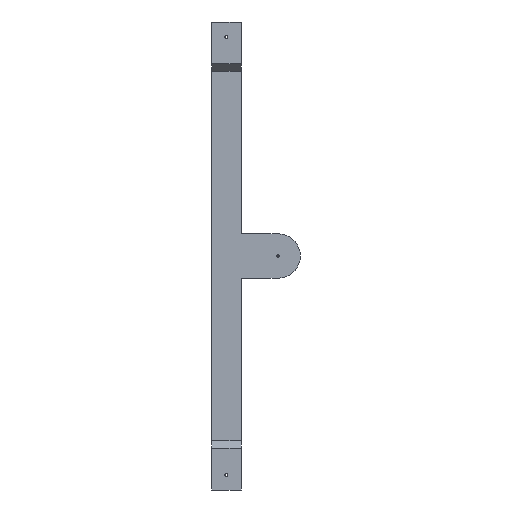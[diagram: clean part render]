
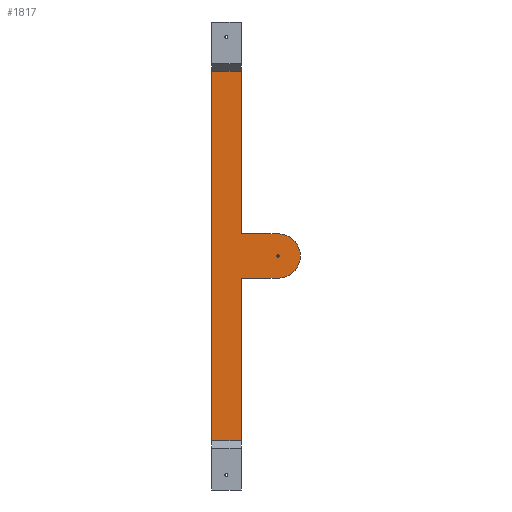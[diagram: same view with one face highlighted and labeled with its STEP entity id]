
A CAD part, left-side view. The second image highlights one B-rep face of the part: STEP entity #1817.
In plain terms, the highlighted planar face has unit normal (-1, 0, 0).
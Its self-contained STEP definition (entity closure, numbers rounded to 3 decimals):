
#9 = CARTESIAN_POINT ( 'NONE',  ( 0., -150., -950. ) ) ;
#50 = EDGE_CURVE ( 'NONE', #631, #836, #1057, .T. ) ;
#79 = CARTESIAN_POINT ( 'NONE',  ( 0., -150., -860. ) ) ;
#90 = CARTESIAN_POINT ( 'NONE',  ( 0., -150., -1040. ) ) ;
#105 = VERTEX_POINT ( 'NONE', #1721 ) ;
#108 = PLANE ( 'NONE',  #1260 ) ;
#117 = VERTEX_POINT ( 'NONE', #285 ) ;
#187 = EDGE_CURVE ( 'NONE', #836, #1754, #1781, .T. ) ;
#201 = AXIS2_PLACEMENT_3D ( 'NONE', #1622, #900, #1060 ) ;
#219 = DIRECTION ( 'NONE',  ( 0., 1., 0. ) ) ;
#221 = AXIS2_PLACEMENT_3D ( 'NONE', #1704, #1557, #261 ) ;
#248 = CARTESIAN_POINT ( 'NONE',  ( 0., 0., -1700. ) ) ;
#254 = CARTESIAN_POINT ( 'NONE',  ( 0., 0., -1700. ) ) ;
#261 = DIRECTION ( 'NONE',  ( 0., -1., 0. ) ) ;
#285 = CARTESIAN_POINT ( 'NONE',  ( 0., -155., -950. ) ) ;
#303 = ORIENTED_EDGE ( 'NONE', *, *, #1711, .F. ) ;
#334 = VERTEX_POINT ( 'NONE', #1217 ) ;
#344 = AXIS2_PLACEMENT_3D ( 'NONE', #369, #379, #1383 ) ;
#369 = CARTESIAN_POINT ( 'NONE',  ( 0., -150., -950. ) ) ;
#371 = ORIENTED_EDGE ( 'NONE', *, *, #50, .T. ) ;
#379 = DIRECTION ( 'NONE',  ( -1., 0., 0. ) ) ;
#396 = DIRECTION ( 'NONE',  ( 0., -1., 0. ) ) ;
#404 = DIRECTION ( 'NONE',  ( 0., 0., 1. ) ) ;
#537 = VERTEX_POINT ( 'NONE', #1270 ) ;
#549 = LINE ( 'NONE', #254, #883 ) ;
#568 = FACE_BOUND ( 'NONE', #1872, .T. ) ;
#594 = EDGE_CURVE ( 'NONE', #1019, #537, #1021, .T. ) ;
#595 = VECTOR ( 'NONE', #219, 1000. ) ;
#616 = CIRCLE ( 'NONE', #221, 5. ) ;
#624 = CARTESIAN_POINT ( 'NONE',  ( 0., 0., -860. ) ) ;
#631 = VERTEX_POINT ( 'NONE', #1279 ) ;
#635 = EDGE_CURVE ( 'NONE', #537, #631, #549, .T. ) ;
#655 = CARTESIAN_POINT ( 'NONE',  ( 0., -64., -200. ) ) ;
#661 = LINE ( 'NONE', #624, #1403 ) ;
#677 = CARTESIAN_POINT ( 'NONE',  ( 0., -240., -950. ) ) ;
#682 = DIRECTION ( 'NONE',  ( 0., 0., 1. ) ) ;
#734 = FACE_OUTER_BOUND ( 'NONE', #769, .T. ) ;
#735 = CARTESIAN_POINT ( 'NONE',  ( 0., 120., -1700. ) ) ;
#741 = CARTESIAN_POINT ( 'NONE',  ( 0., -145., -950. ) ) ;
#769 = EDGE_LOOP ( 'NONE', ( #1056, #1820, #981, #812, #371, #1348, #1367, #1874, #1540 ) ) ;
#812 = ORIENTED_EDGE ( 'NONE', *, *, #635, .T. ) ;
#830 = VERTEX_POINT ( 'NONE', #741 ) ;
#836 = VERTEX_POINT ( 'NONE', #1789 ) ;
#854 = DIRECTION ( 'NONE',  ( 0., -1., 0. ) ) ;
#871 = EDGE_CURVE ( 'NONE', #1754, #1614, #1405, .T. ) ;
#883 = VECTOR ( 'NONE', #404, 1000. ) ;
#900 = DIRECTION ( 'NONE',  ( -1., 0., 0. ) ) ;
#911 = VECTOR ( 'NONE', #854, 1000. ) ;
#972 = AXIS2_PLACEMENT_3D ( 'NONE', #9, #1342, #1067 ) ;
#981 = ORIENTED_EDGE ( 'NONE', *, *, #594, .T. ) ;
#982 = EDGE_CURVE ( 'NONE', #1614, #334, #661, .T. ) ;
#987 = CARTESIAN_POINT ( 'NONE',  ( 0., 120., -200. ) ) ;
#998 = VECTOR ( 'NONE', #396, 1000. ) ;
#1019 = VERTEX_POINT ( 'NONE', #1847 ) ;
#1021 = LINE ( 'NONE', #248, #998 ) ;
#1036 = ORIENTED_EDGE ( 'NONE', *, *, #1663, .F. ) ;
#1056 = ORIENTED_EDGE ( 'NONE', *, *, #1639, .T. ) ;
#1057 = LINE ( 'NONE', #90, #911 ) ;
#1060 = DIRECTION ( 'NONE',  ( 0., 1., 0. ) ) ;
#1067 = DIRECTION ( 'NONE',  ( 0., 1., 0. ) ) ;
#1075 = VECTOR ( 'NONE', #682, 1000. ) ;
#1107 = EDGE_CURVE ( 'NONE', #334, #105, #1633, .T. ) ;
#1166 = DIRECTION ( 'NONE',  ( 0., -1., 0. ) ) ;
#1217 = CARTESIAN_POINT ( 'NONE',  ( 0., 0., -860. ) ) ;
#1260 = AXIS2_PLACEMENT_3D ( 'NONE', #1712, #1617, #1166 ) ;
#1270 = CARTESIAN_POINT ( 'NONE',  ( 0., 0., -1700. ) ) ;
#1279 = CARTESIAN_POINT ( 'NONE',  ( 0., 0., -1040. ) ) ;
#1342 = DIRECTION ( 'NONE',  ( -1., 0., 0. ) ) ;
#1348 = ORIENTED_EDGE ( 'NONE', *, *, #187, .T. ) ;
#1356 = VECTOR ( 'NONE', #1612, 1000. ) ;
#1362 = EDGE_CURVE ( 'NONE', #1019, #1705, #1452, .T. ) ;
#1367 = ORIENTED_EDGE ( 'NONE', *, *, #871, .T. ) ;
#1383 = DIRECTION ( 'NONE',  ( 0., -1., 0. ) ) ;
#1403 = VECTOR ( 'NONE', #1643, 1000. ) ;
#1405 = CIRCLE ( 'NONE', #972, 90. ) ;
#1452 = LINE ( 'NONE', #735, #1356 ) ;
#1540 = ORIENTED_EDGE ( 'NONE', *, *, #1107, .T. ) ;
#1557 = DIRECTION ( 'NONE',  ( -1., 0., 0. ) ) ;
#1612 = DIRECTION ( 'NONE',  ( 0., 0., 1. ) ) ;
#1614 = VERTEX_POINT ( 'NONE', #79 ) ;
#1617 = DIRECTION ( 'NONE',  ( -1., 0., 0. ) ) ;
#1622 = CARTESIAN_POINT ( 'NONE',  ( 0., -150., -950. ) ) ;
#1625 = LINE ( 'NONE', #655, #595 ) ;
#1633 = LINE ( 'NONE', #1692, #1075 ) ;
#1639 = EDGE_CURVE ( 'NONE', #105, #1705, #1625, .T. ) ;
#1643 = DIRECTION ( 'NONE',  ( 0., 1., 0. ) ) ;
#1663 = EDGE_CURVE ( 'NONE', #830, #117, #1672, .T. ) ;
#1672 = CIRCLE ( 'NONE', #344, 5. ) ;
#1692 = CARTESIAN_POINT ( 'NONE',  ( 0., 0., -1700. ) ) ;
#1704 = CARTESIAN_POINT ( 'NONE',  ( 0., -150., -950. ) ) ;
#1705 = VERTEX_POINT ( 'NONE', #987 ) ;
#1711 = EDGE_CURVE ( 'NONE', #117, #830, #616, .T. ) ;
#1712 = CARTESIAN_POINT ( 'NONE',  ( 0., 0., -1700. ) ) ;
#1721 = CARTESIAN_POINT ( 'NONE',  ( 0., 0., -200. ) ) ;
#1754 = VERTEX_POINT ( 'NONE', #677 ) ;
#1781 = CIRCLE ( 'NONE', #201, 90. ) ;
#1789 = CARTESIAN_POINT ( 'NONE',  ( 0., -150., -1040. ) ) ;
#1817 = ADVANCED_FACE ( 'NONE', ( #568, #734 ), #108, .T. ) ;
#1820 = ORIENTED_EDGE ( 'NONE', *, *, #1362, .F. ) ;
#1847 = CARTESIAN_POINT ( 'NONE',  ( 0., 120., -1700. ) ) ;
#1872 = EDGE_LOOP ( 'NONE', ( #1036, #303 ) ) ;
#1874 = ORIENTED_EDGE ( 'NONE', *, *, #982, .T. ) ;
